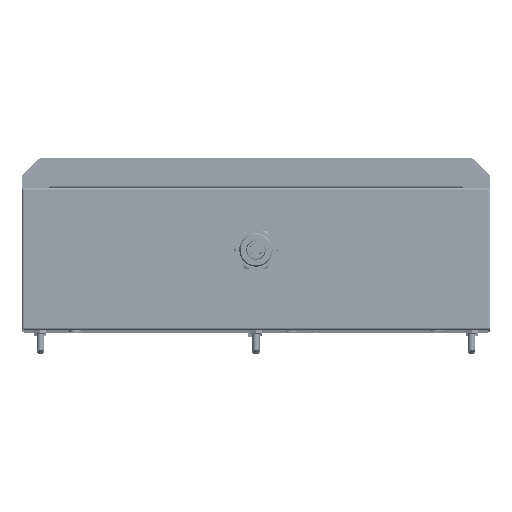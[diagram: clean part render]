
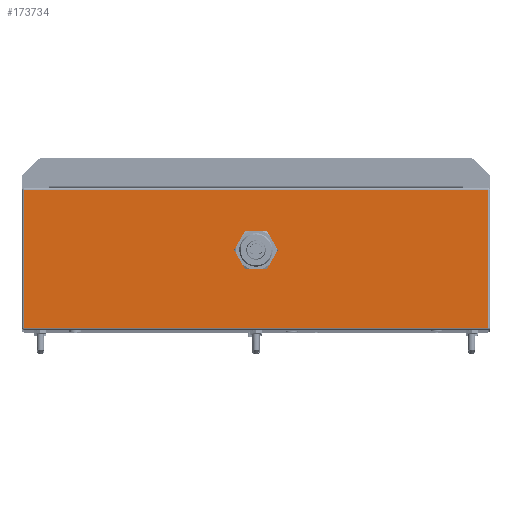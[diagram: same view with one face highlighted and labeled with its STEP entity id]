
A CAD part, top view. The second image highlights one B-rep face of the part: STEP entity #173734.
In plain terms, the highlighted planar face has unit normal (0, 0, 1).
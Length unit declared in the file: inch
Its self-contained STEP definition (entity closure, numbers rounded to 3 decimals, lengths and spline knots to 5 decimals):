
#232 = AXIS2_PLACEMENT_3D ( 'NONE', #143635, #109345, #66181 ) ;
#2974 = FACE_OUTER_BOUND ( 'NONE', #28278, .T. ) ;
#4337 = CARTESIAN_POINT ( 'NONE',  ( 7.70472, 0.07087, 24.6063 ) ) ;
#9255 = ORIENTED_EDGE ( 'NONE', *, *, #121886, .T. ) ;
#11620 = EDGE_CURVE ( 'NONE', #34012, #138980, #169965, .T. ) ;
#21224 = VECTOR ( 'NONE', #68453, 39.37008 ) ;
#28278 = EDGE_LOOP ( 'NONE', ( #198693, #118775, #90303, #9255 ) ) ;
#32204 = DIRECTION ( 'NONE',  ( 0., -1., 0. ) ) ;
#34012 = VERTEX_POINT ( 'NONE', #187918 ) ;
#54346 = CARTESIAN_POINT ( 'NONE',  ( 7.70472, 4.72441, 24.6063 ) ) ;
#58184 = DIRECTION ( 'NONE',  ( -1., 0., 0. ) ) ;
#66181 = DIRECTION ( 'NONE',  ( 1., 0., 0. ) ) ;
#68453 = DIRECTION ( 'NONE',  ( 0., 1., 0. ) ) ;
#69375 = EDGE_CURVE ( 'NONE', #191333, #191333, #198902, .T. ) ;
#74889 = DIRECTION ( 'NONE',  ( 1., 0., 0. ) ) ;
#74927 = CARTESIAN_POINT ( 'NONE',  ( 7.77559, 0.07087, 24.6063 ) ) ;
#78400 = CARTESIAN_POINT ( 'NONE',  ( -7.70472, 0., 24.6063 ) ) ;
#84700 = CARTESIAN_POINT ( 'NONE',  ( 0.56102, 2.65748, 24.6063 ) ) ;
#88639 = VECTOR ( 'NONE', #32204, 39.37008 ) ;
#90303 = ORIENTED_EDGE ( 'NONE', *, *, #176716, .T. ) ;
#90589 = ORIENTED_EDGE ( 'NONE', *, *, #69375, .F. ) ;
#109345 = DIRECTION ( 'NONE',  ( 0., 0., 1. ) ) ;
#118775 = ORIENTED_EDGE ( 'NONE', *, *, #11620, .T. ) ;
#118803 = VERTEX_POINT ( 'NONE', #131064 ) ;
#121886 = EDGE_CURVE ( 'NONE', #162069, #118803, #133791, .T. ) ;
#131064 = CARTESIAN_POINT ( 'NONE',  ( 7.70472, 4.65354, 24.6063 ) ) ;
#133791 = LINE ( 'NONE', #54346, #21224 ) ;
#136273 = DIRECTION ( 'NONE',  ( 0., 0., 1. ) ) ;
#138980 = VERTEX_POINT ( 'NONE', #194125 ) ;
#141055 = AXIS2_PLACEMENT_3D ( 'NONE', #151437, #136273, #74889 ) ;
#143635 = CARTESIAN_POINT ( 'NONE',  ( 0., 0., 24.6063 ) ) ;
#145771 = EDGE_CURVE ( 'NONE', #118803, #34012, #196029, .T. ) ;
#151437 = CARTESIAN_POINT ( 'NONE',  ( 0., 2.65748, 24.6063 ) ) ;
#152291 = VECTOR ( 'NONE', #164532, 39.37008 ) ;
#155784 = FACE_BOUND ( 'NONE', #176452, .T. ) ;
#162069 = VERTEX_POINT ( 'NONE', #4337 ) ;
#164532 = DIRECTION ( 'NONE',  ( 1., 0., 0. ) ) ;
#166511 = LINE ( 'NONE', #74927, #152291 ) ;
#169965 = LINE ( 'NONE', #78400, #88639 ) ;
#172817 = PLANE ( 'NONE',  #232 ) ;
#173734 = ADVANCED_FACE ( 'NONE', ( #2974, #155784 ), #172817, .T. ) ;
#176452 = EDGE_LOOP ( 'NONE', ( #90589 ) ) ;
#176716 = EDGE_CURVE ( 'NONE', #138980, #162069, #166511, .T. ) ;
#178807 = VECTOR ( 'NONE', #58184, 39.37008 ) ;
#187918 = CARTESIAN_POINT ( 'NONE',  ( -7.70472, 4.65354, 24.6063 ) ) ;
#191333 = VERTEX_POINT ( 'NONE', #84700 ) ;
#194125 = CARTESIAN_POINT ( 'NONE',  ( -7.70472, 0.07087, 24.6063 ) ) ;
#196029 = LINE ( 'NONE', #198036, #178807 ) ;
#198036 = CARTESIAN_POINT ( 'NONE',  ( -7.77559, 4.65354, 24.6063 ) ) ;
#198693 = ORIENTED_EDGE ( 'NONE', *, *, #145771, .T. ) ;
#198902 = CIRCLE ( 'NONE', #141055, 0.56102 ) ;
